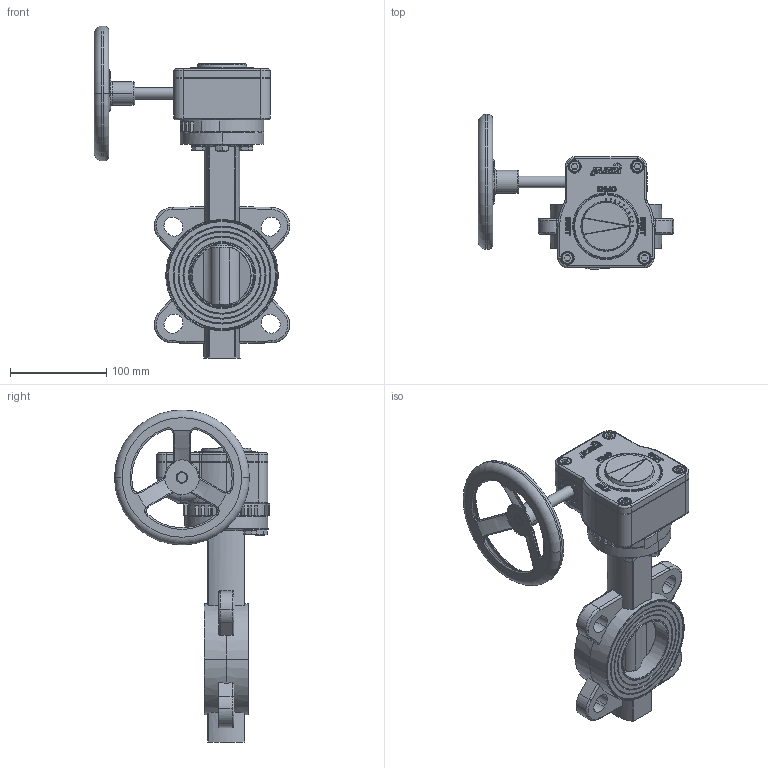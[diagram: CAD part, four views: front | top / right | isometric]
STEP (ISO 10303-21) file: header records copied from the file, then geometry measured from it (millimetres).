
FILE_DESCRIPTION(('HOOPS Exchange Step'),'2;1');
FILE_NAME('AK0813_DN65.stp','2025-08-26T15:28:10+02:00',('nieru'),('Unknown organisation'),'HOOPS Exchange 2024.2','HOOPS Exchange','Unknown authorisation');
FILE_SCHEMA( ('AP203_CONFIGURATION_CONTROLLED_3D_DESIGN_OF_MECHANICAL_PARTS_AND_ASSEMBLIES_MIM_LF') );
Length unit declared in the file: millimetre
Products named in the file (3): 0; root
Assembly tree (2 placements, depth 3):
  root
    0
      0
Bounding box: 202.83 x 160.85 x 344.52 mm (x, y, z)
Volume: 1288824.5 mm3; surface area: 264986.3 mm2
Topology: 17 solids, 17 shells, 2881 faces, 7007 edges, 4218 vertices
Faces by surface type: cylinder 938, bspline 896, plane 699, torus 200, cone 141, sphere 7
Full cylindrical faces by diameter (mm): 7 x4, 7.258 x4, 7.984 x4, 12 x5, 12.8 x4, 13.996 x1, 14.517 x4, 16.569 x1, 19.719 x1, 20 x1, 24.305 x1, 26.365 x1, 27.029 x1, 43 x1, 52 x1
Entity records: 218913 total; most frequent: CARTESIAN_POINT 156699, ORIENTED_EDGE 13904, DIRECTION 11395, EDGE_CURVE 6952, AXIS2_PLACEMENT_3D 4390, VERTEX_POINT 4218, EDGE_LOOP 3036, FACE_BOUND 3036
